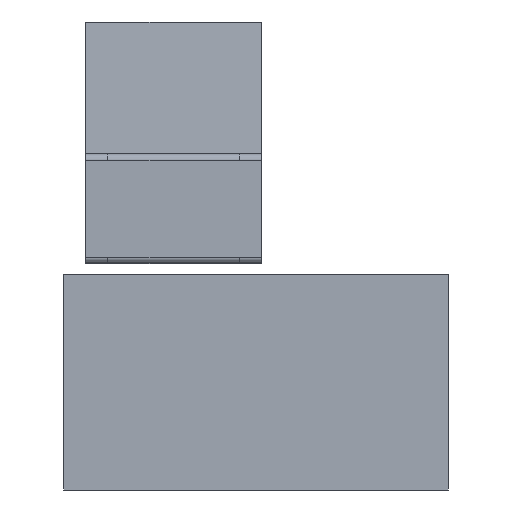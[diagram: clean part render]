
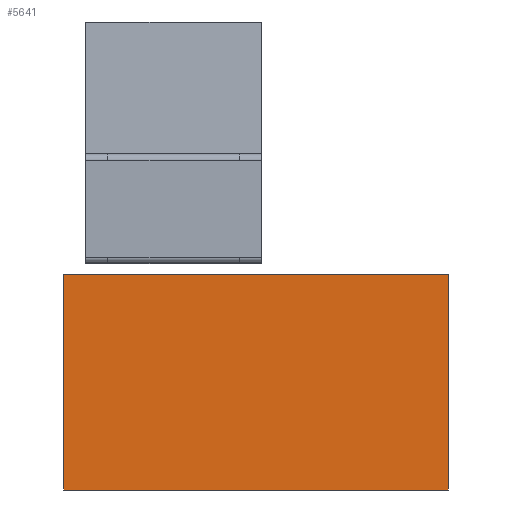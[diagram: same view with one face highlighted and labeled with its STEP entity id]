
A CAD part, left-side view. The second image highlights one B-rep face of the part: STEP entity #5641.
In plain terms, the highlighted planar face has unit normal (-1, 0, 0).
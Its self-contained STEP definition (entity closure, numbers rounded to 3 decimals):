
#5536 = PLANE('',#5537);
#5537 = AXIS2_PLACEMENT_3D('',#5538,#5539,#5540);
#5538 = CARTESIAN_POINT('',(91.,-85.,0.));
#5539 = DIRECTION('',(0.,-1.,0.));
#5540 = DIRECTION('',(-1.,0.,0.));
#5561 = VERTEX_POINT('',#5562);
#5562 = CARTESIAN_POINT('',(68.,-85.,0.98));
#5576 = PLANE('',#5577);
#5577 = AXIS2_PLACEMENT_3D('',#5578,#5579,#5580);
#5578 = CARTESIAN_POINT('',(79.5,-84.125,0.98));
#5579 = DIRECTION('',(-0.,-0.,-1.));
#5580 = DIRECTION('',(-1.,0.,0.));
#5588 = EDGE_CURVE('',#5589,#5561,#5591,.T.);
#5589 = VERTEX_POINT('',#5590);
#5590 = CARTESIAN_POINT('',(68.,-85.,0.));
#5591 = SURFACE_CURVE('',#5592,(#5596,#5603),.PCURVE_S1.);
#5592 = LINE('',#5593,#5594);
#5593 = CARTESIAN_POINT('',(68.,-85.,0.));
#5594 = VECTOR('',#5595,1.);
#5595 = DIRECTION('',(0.,0.,1.));
#5596 = PCURVE('',#5536,#5597);
#5597 = DEFINITIONAL_REPRESENTATION('',(#5598),#5602);
#5598 = LINE('',#5599,#5600);
#5599 = CARTESIAN_POINT('',(23.,0.));
#5600 = VECTOR('',#5601,1.);
#5601 = DIRECTION('',(0.,-1.));
#5602 = ( GEOMETRIC_REPRESENTATION_CONTEXT(2) 
PARAMETRIC_REPRESENTATION_CONTEXT() REPRESENTATION_CONTEXT('2D SPACE',''
  ) );
#5603 = PCURVE('',#5604,#5609);
#5604 = PLANE('',#5605);
#5605 = AXIS2_PLACEMENT_3D('',#5606,#5607,#5608);
#5606 = CARTESIAN_POINT('',(68.,-85.,0.));
#5607 = DIRECTION('',(-1.,0.,0.));
#5608 = DIRECTION('',(0.,1.,0.));
#5609 = DEFINITIONAL_REPRESENTATION('',(#5610),#5614);
#5610 = LINE('',#5611,#5612);
#5611 = CARTESIAN_POINT('',(0.,0.));
#5612 = VECTOR('',#5613,1.);
#5613 = DIRECTION('',(0.,-1.));
#5614 = ( GEOMETRIC_REPRESENTATION_CONTEXT(2) 
PARAMETRIC_REPRESENTATION_CONTEXT() REPRESENTATION_CONTEXT('2D SPACE',''
  ) );
#5630 = PLANE('',#5631);
#5631 = AXIS2_PLACEMENT_3D('',#5632,#5633,#5634);
#5632 = CARTESIAN_POINT('',(79.5,-84.125,0.));
#5633 = DIRECTION('',(-0.,-0.,-1.));
#5634 = DIRECTION('',(-1.,0.,0.));
#5641 = ADVANCED_FACE('',(#5642),#5604,.T.);
#5642 = FACE_BOUND('',#5643,.T.);
#5643 = EDGE_LOOP('',(#5644,#5645,#5668,#5696));
#5644 = ORIENTED_EDGE('',*,*,#5588,.T.);
#5645 = ORIENTED_EDGE('',*,*,#5646,.T.);
#5646 = EDGE_CURVE('',#5561,#5647,#5649,.T.);
#5647 = VERTEX_POINT('',#5648);
#5648 = CARTESIAN_POINT('',(68.,-83.25,0.98));
#5649 = SURFACE_CURVE('',#5650,(#5654,#5661),.PCURVE_S1.);
#5650 = LINE('',#5651,#5652);
#5651 = CARTESIAN_POINT('',(68.,-85.,0.98));
#5652 = VECTOR('',#5653,1.);
#5653 = DIRECTION('',(0.,1.,0.));
#5654 = PCURVE('',#5604,#5655);
#5655 = DEFINITIONAL_REPRESENTATION('',(#5656),#5660);
#5656 = LINE('',#5657,#5658);
#5657 = CARTESIAN_POINT('',(0.,-0.98));
#5658 = VECTOR('',#5659,1.);
#5659 = DIRECTION('',(1.,0.));
#5660 = ( GEOMETRIC_REPRESENTATION_CONTEXT(2) 
PARAMETRIC_REPRESENTATION_CONTEXT() REPRESENTATION_CONTEXT('2D SPACE',''
  ) );
#5661 = PCURVE('',#5576,#5662);
#5662 = DEFINITIONAL_REPRESENTATION('',(#5663),#5667);
#5663 = LINE('',#5664,#5665);
#5664 = CARTESIAN_POINT('',(11.5,-0.875));
#5665 = VECTOR('',#5666,1.);
#5666 = DIRECTION('',(0.,1.));
#5667 = ( GEOMETRIC_REPRESENTATION_CONTEXT(2) 
PARAMETRIC_REPRESENTATION_CONTEXT() REPRESENTATION_CONTEXT('2D SPACE',''
  ) );
#5668 = ORIENTED_EDGE('',*,*,#5669,.F.);
#5669 = EDGE_CURVE('',#5670,#5647,#5672,.T.);
#5670 = VERTEX_POINT('',#5671);
#5671 = CARTESIAN_POINT('',(68.,-83.25,0.));
#5672 = SURFACE_CURVE('',#5673,(#5677,#5684),.PCURVE_S1.);
#5673 = LINE('',#5674,#5675);
#5674 = CARTESIAN_POINT('',(68.,-83.25,0.));
#5675 = VECTOR('',#5676,1.);
#5676 = DIRECTION('',(0.,0.,1.));
#5677 = PCURVE('',#5604,#5678);
#5678 = DEFINITIONAL_REPRESENTATION('',(#5679),#5683);
#5679 = LINE('',#5680,#5681);
#5680 = CARTESIAN_POINT('',(1.75,0.));
#5681 = VECTOR('',#5682,1.);
#5682 = DIRECTION('',(0.,-1.));
#5683 = ( GEOMETRIC_REPRESENTATION_CONTEXT(2) 
PARAMETRIC_REPRESENTATION_CONTEXT() REPRESENTATION_CONTEXT('2D SPACE',''
  ) );
#5684 = PCURVE('',#5685,#5690);
#5685 = PLANE('',#5686);
#5686 = AXIS2_PLACEMENT_3D('',#5687,#5688,#5689);
#5687 = CARTESIAN_POINT('',(68.,-83.25,0.));
#5688 = DIRECTION('',(0.,1.,0.));
#5689 = DIRECTION('',(1.,0.,0.));
#5690 = DEFINITIONAL_REPRESENTATION('',(#5691),#5695);
#5691 = LINE('',#5692,#5693);
#5692 = CARTESIAN_POINT('',(0.,0.));
#5693 = VECTOR('',#5694,1.);
#5694 = DIRECTION('',(0.,-1.));
#5695 = ( GEOMETRIC_REPRESENTATION_CONTEXT(2) 
PARAMETRIC_REPRESENTATION_CONTEXT() REPRESENTATION_CONTEXT('2D SPACE',''
  ) );
#5696 = ORIENTED_EDGE('',*,*,#5697,.F.);
#5697 = EDGE_CURVE('',#5589,#5670,#5698,.T.);
#5698 = SURFACE_CURVE('',#5699,(#5703,#5710),.PCURVE_S1.);
#5699 = LINE('',#5700,#5701);
#5700 = CARTESIAN_POINT('',(68.,-85.,0.));
#5701 = VECTOR('',#5702,1.);
#5702 = DIRECTION('',(0.,1.,0.));
#5703 = PCURVE('',#5604,#5704);
#5704 = DEFINITIONAL_REPRESENTATION('',(#5705),#5709);
#5705 = LINE('',#5706,#5707);
#5706 = CARTESIAN_POINT('',(0.,0.));
#5707 = VECTOR('',#5708,1.);
#5708 = DIRECTION('',(1.,0.));
#5709 = ( GEOMETRIC_REPRESENTATION_CONTEXT(2) 
PARAMETRIC_REPRESENTATION_CONTEXT() REPRESENTATION_CONTEXT('2D SPACE',''
  ) );
#5710 = PCURVE('',#5630,#5711);
#5711 = DEFINITIONAL_REPRESENTATION('',(#5712),#5716);
#5712 = LINE('',#5713,#5714);
#5713 = CARTESIAN_POINT('',(11.5,-0.875));
#5714 = VECTOR('',#5715,1.);
#5715 = DIRECTION('',(0.,1.));
#5716 = ( GEOMETRIC_REPRESENTATION_CONTEXT(2) 
PARAMETRIC_REPRESENTATION_CONTEXT() REPRESENTATION_CONTEXT('2D SPACE',''
  ) );
